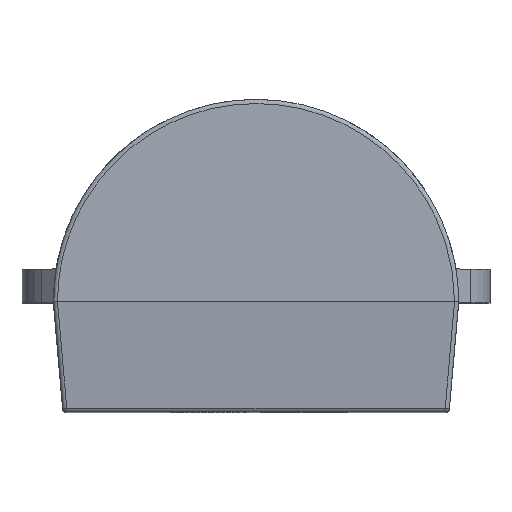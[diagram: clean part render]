
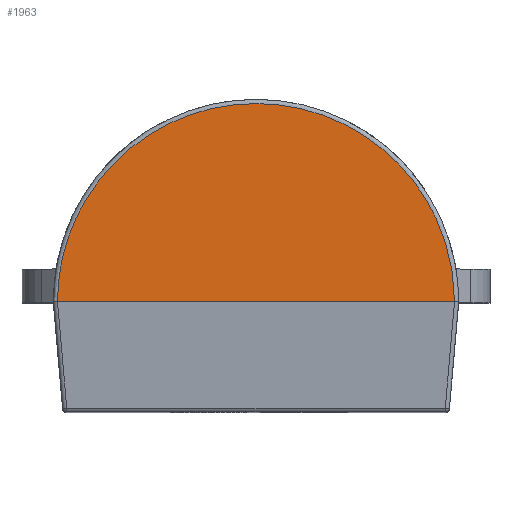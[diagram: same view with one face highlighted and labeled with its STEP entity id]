
A CAD part, top view. The second image highlights one B-rep face of the part: STEP entity #1963.
In plain terms, the highlighted planar face has unit normal (0, 0, 1).
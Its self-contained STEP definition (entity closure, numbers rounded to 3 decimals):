
#65 = CARTESIAN_POINT ( 'NONE',  ( 1.431, 1.867, 4.8 ) ) ;
#131 = CARTESIAN_POINT ( 'NONE',  ( 1.176, 2.036, 4.8 ) ) ;
#472 = CARTESIAN_POINT ( 'NONE',  ( 2.4, 0., 4.8 ) ) ;
#578 = VECTOR ( 'NONE', #12987, 1000. ) ;
#887 = DIRECTION ( 'NONE',  ( 0., 0., 1. ) ) ;
#1001 = CARTESIAN_POINT ( 'NONE',  ( 1.769, 1.552, 4.8 ) ) ;
#1124 = CARTESIAN_POINT ( 'NONE',  ( -0.155, 2.345, 4.8 ) ) ;
#1283 = CARTESIAN_POINT ( 'NONE',  ( 2.35, 0., 4.8 ) ) ;
#1319 = LINE ( 'NONE', #472, #578 ) ;
#1512 = ORIENTED_EDGE ( 'NONE', *, *, #8643, .T. ) ;
#1963 = ADVANCED_FACE ( 'NONE', ( #12070 ), #6702, .T. ) ;
#2116 = CARTESIAN_POINT ( 'NONE',  ( 1.552, 1.768, 4.8 ) ) ;
#2242 = CARTESIAN_POINT ( 'NONE',  ( -2.35, 0., 4.8 ) ) ;
#2303 = CARTESIAN_POINT ( 'NONE',  ( 2.35, 0.31, 4.8 ) ) ;
#2735 = VERTEX_POINT ( 'NONE', #1283 ) ;
#2973 = DIRECTION ( 'NONE',  ( 1., 0., 0. ) ) ;
#3149 = CARTESIAN_POINT ( 'NONE',  ( 1.041, 2.108, 4.8 ) ) ;
#3289 = CARTESIAN_POINT ( 'NONE',  ( -2.288, 0.618, 4.8 ) ) ;
#3863 = EDGE_CURVE ( 'NONE', #9887, #2735, #1319, .T. ) ;
#4258 = CARTESIAN_POINT ( 'NONE',  ( -2.038, 1.178, 4.8 ) ) ;
#4325 = CARTESIAN_POINT ( 'NONE',  ( -0.307, 2.33, 4.8 ) ) ;
#5430 = CARTESIAN_POINT ( 'NONE',  ( 1.866, 1.434, 4.8 ) ) ;
#6262 = CARTESIAN_POINT ( 'NONE',  ( 2.111, 1.041, 4.8 ) ) ;
#6332 = CARTESIAN_POINT ( 'NONE',  ( 2.35, 0., 4.8 ) ) ;
#6393 = CARTESIAN_POINT ( 'NONE',  ( 0.307, 2.33, 4.8 ) ) ;
#6528 = CARTESIAN_POINT ( 'NONE',  ( -1.866, 1.434, 4.8 ) ) ;
#6702 = PLANE ( 'NONE',  #12250 ) ;
#7369 = CARTESIAN_POINT ( 'NONE',  ( 0.756, 2.226, 4.8 ) ) ;
#7501 = CARTESIAN_POINT ( 'NONE',  ( -2.35, 0.31, 4.8 ) ) ;
#8452 = ORIENTED_EDGE ( 'NONE', *, *, #3863, .T. ) ;
#8508 = CARTESIAN_POINT ( 'NONE',  ( -2.111, 1.041, 4.8 ) ) ;
#8584 = CARTESIAN_POINT ( 'NONE',  ( -0.607, 2.271, 4.8 ) ) ;
#8643 = EDGE_CURVE ( 'NONE', #2735, #9887, #12983, .T. ) ;
#8656 = CARTESIAN_POINT ( 'NONE',  ( -1.431, 1.867, 4.8 ) ) ;
#9589 = CARTESIAN_POINT ( 'NONE',  ( -1.175, 2.036, 4.8 ) ) ;
#9652 = CARTESIAN_POINT ( 'NONE',  ( 2.038, 1.178, 4.8 ) ) ;
#9722 = CARTESIAN_POINT ( 'NONE',  ( 0.155, 2.345, 4.8 ) ) ;
#9887 = VERTEX_POINT ( 'NONE', #2242 ) ;
#10568 = CARTESIAN_POINT ( 'NONE',  ( 2.287, 0.618, 4.8 ) ) ;
#10636 = CARTESIAN_POINT ( 'NONE',  ( -1.041, 2.108, 4.8 ) ) ;
#11560 = CARTESIAN_POINT ( 'NONE',  ( 0., 0., 4.8 ) ) ;
#11669 = CARTESIAN_POINT ( 'NONE',  ( 0.607, 2.27, 4.8 ) ) ;
#11801 = CARTESIAN_POINT ( 'NONE',  ( -2.35, 0., 4.8 ) ) ;
#11850 = EDGE_LOOP ( 'NONE', ( #8452, #1512 ) ) ;
#11874 = CARTESIAN_POINT ( 'NONE',  ( -1.769, 1.552, 4.8 ) ) ;
#12070 = FACE_OUTER_BOUND ( 'NONE', #11850, .T. ) ;
#12250 = AXIS2_PLACEMENT_3D ( 'NONE', #11560, #887, #2973 ) ;
#12854 = CARTESIAN_POINT ( 'NONE',  ( -0.756, 2.226, 4.8 ) ) ;
#12924 = CARTESIAN_POINT ( 'NONE',  ( -1.552, 1.768, 4.8 ) ) ;
#12983 = B_SPLINE_CURVE_WITH_KNOTS ( 'NONE', 3,
 ( #6332, #2303, #10568, #6262, #9652, #5430, #1001, #2116, #65, #131, #3149, #7369, #11669, #6393, #9722, #1124, #4325, #8584, #12854, #10636, #9589, #8656, #12924, #11874, #6528, #4258, #8508, #3289, #7501, #11801 ),
 .UNSPECIFIED., .F., .F.,
 ( 4, 2, 2, 2, 2, 2, 2, 2, 2, 2, 2, 2, 2, 2, 4 ),
 ( 0., 0.001, 0.001, 0.002, 0.002, 0.003, 0.003, 0.004, 0.004, 0.005, 0.005, 0.006, 0.006, 0.006, 0.007 ),
 .UNSPECIFIED. ) ;
#12987 = DIRECTION ( 'NONE',  ( 1., 0., 0. ) ) ;
